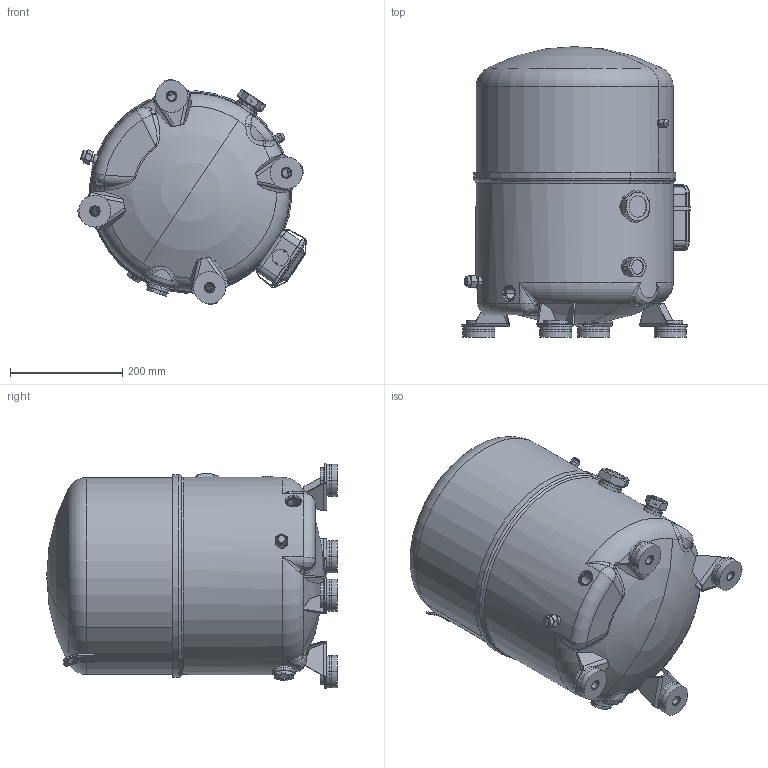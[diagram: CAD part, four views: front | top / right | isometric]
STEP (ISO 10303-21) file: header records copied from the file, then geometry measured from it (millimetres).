
FILE_DESCRIPTION((''),'2;1');
FILE_NAME('8504028P01_ASM','2022-06-02T15:47:22',('FRCC0194'),('DANFOSS COMMERCIAL COMPRESSOR'),'CREO PARAMETRIC BY PTC INC, 2020342','CREO PARAMETRIC BY PTC INC, 2020342','');
FILE_SCHEMA(('CONFIG_CONTROL_DESIGN'));
Length unit declared in the file: millimetre
Products named in the file (42): 5312021P06; 5311021P01; 7315031P02; 5321274P02; 5312083P02; VIS; 5314034P02_ASM; 5312041P01; 5311581P02; 6405002P01; 5311581P01; 5316009P01_ASM; 5313004; 5311038; 5314019P01_ASM; 5312007P02; 5312478P01; 5311698P01; 5311089P01; 5607006P01; 6204036P02; 6807054P01; 5314086P04_ASM; 5312015P09; 5312052P02; 5311363P01; 6807027P01; 5314032P04_ASM; 5606012P01; 6405009P102_AF1; 5603002P01; 5603003P01; 5302021P01; 5607001P01; 5607001P02; 5311025P02; 5106005P03; 5316683P03_ASM; 5311025P01; 5106005P02 ...
Assembly tree (56 placements, depth 4):
  8504028P01_ASM
    5314086P04_ASM
      5312021P06
      5311021P01
      7315031P02
      5321274P02
      5314034P02_ASM
        5312083P02
        VIS
      5316009P01_ASM  x4
        5312041P01
        5311581P02
        6405002P01
        5311581P01
      5314019P01_ASM
        5313004
        5311038
      5312007P02  x4
      5312478P01
      5311698P01
      5311089P01
      5607006P01
      6204036P02
      6807054P01
    5314032P04_ASM
      5312015P09
      5312052P02
      5311363P01
      6807027P01
    5606012P01
    6405009P102_AF1
    5603002P01  x4
    5603003P01  x4
    5302021P01  x4
    5607001P01
    5607001P02
    5316683P03_ASM
      5311025P02
      5106005P03
    5316683P02_ASM
      5311025P01
      5106005P02
Bounding box: 407.91 x 518.8 x 403.13 mm (x, y, z)
Volume: 3151503 mm3; surface area: 1789529.6 mm2
Topology: 61 solids, 72 shells, 1775 faces, 4024 edges, 2429 vertices
Faces by surface type: cylinder 623, plane 558, cone 219, bspline 182, torus 164, sphere 29
Entity records: 54295 total; most frequent: CARTESIAN_POINT 23004, DIRECTION 6670, ORIENTED_EDGE 6162, EDGE_CURVE 3098, AXIS2_PLACEMENT_3D 2688, VERTEX_POINT 1891, EDGE_LOOP 1484, FACE_OUTER_BOUND 1355
